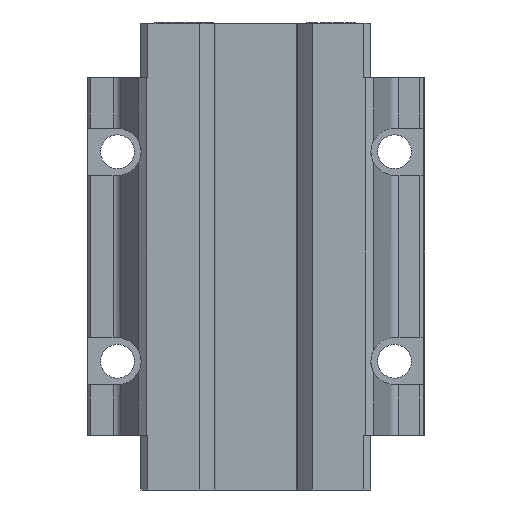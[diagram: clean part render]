
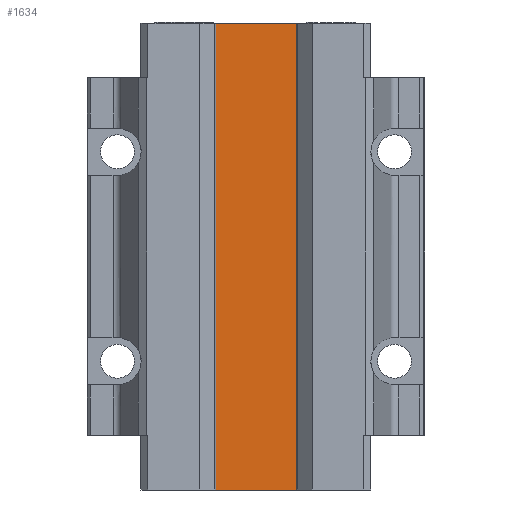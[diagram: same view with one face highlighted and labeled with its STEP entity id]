
A CAD part, front view. The second image highlights one B-rep face of the part: STEP entity #1634.
In plain terms, the highlighted planar face has unit normal (0, -1, 0).
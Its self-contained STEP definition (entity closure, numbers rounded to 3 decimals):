
#1415 = ORIENTED_EDGE ( 'NONE', *, *, #1596, .T. ) ;
#1420 = ORIENTED_EDGE ( 'NONE', *, *, #5093, .T. ) ;
#1423 = ORIENTED_EDGE ( 'NONE', *, *, #1614, .T. ) ;
#1432 = EDGE_LOOP ( 'NONE', ( #1415, #1423, #1420, #1442 ) ) ;
#1442 = ORIENTED_EDGE ( 'NONE', *, *, #5154, .T. ) ;
#1596 = EDGE_CURVE ( 'NONE', #5096, #1597, #6375, .T. ) ;
#1597 = VERTEX_POINT ( 'NONE', #6371 ) ;
#1614 = EDGE_CURVE ( 'NONE', #1597, #5087, #6351, .T. ) ;
#1634 = ADVANCED_FACE ( 'NONE', ( #6411 ), #6408, .T. ) ;
#5080 = VERTEX_POINT ( 'NONE', #7268 ) ;
#5087 = VERTEX_POINT ( 'NONE', #7267 ) ;
#5093 = EDGE_CURVE ( 'NONE', #5087, #5080, #7265, .T. ) ;
#5096 = VERTEX_POINT ( 'NONE', #7257 ) ;
#5154 = EDGE_CURVE ( 'NONE', #5080, #5096, #7288, .T. ) ;
#6347 = DIRECTION ( 'NONE',  ( 0., 0., 1. ) ) ;
#6348 = VECTOR ( 'NONE', #6347, 1000. ) ;
#6350 = CARTESIAN_POINT ( 'NONE',  ( 13.251, 0., -52.9 ) ) ;
#6351 = LINE ( 'NONE', #6350, #6348 ) ;
#6371 = CARTESIAN_POINT ( 'NONE',  ( 13.251, 0., -69.1 ) ) ;
#6372 = DIRECTION ( 'NONE',  ( 1., 0., 0. ) ) ;
#6373 = VECTOR ( 'NONE', #6372, 1000. ) ;
#6374 = CARTESIAN_POINT ( 'NONE',  ( -13.251, 0., -69.1 ) ) ;
#6375 = LINE ( 'NONE', #6374, #6373 ) ;
#6404 = DIRECTION ( 'NONE',  ( 0., 0., -1. ) ) ;
#6405 = DIRECTION ( 'NONE',  ( 0., -1., 0. ) ) ;
#6406 = CARTESIAN_POINT ( 'NONE',  ( -13.251, 0., -52.9 ) ) ;
#6407 = AXIS2_PLACEMENT_3D ( 'NONE', #6406, #6405, #6404 ) ;
#6408 = PLANE ( 'NONE',  #6407 ) ;
#6411 = FACE_OUTER_BOUND ( 'NONE', #1432, .T. ) ;
#7257 = CARTESIAN_POINT ( 'NONE',  ( -13.251, 0., -69.1 ) ) ;
#7262 = DIRECTION ( 'NONE',  ( -1., 0., 0. ) ) ;
#7263 = VECTOR ( 'NONE', #7262, 1000. ) ;
#7264 = CARTESIAN_POINT ( 'NONE',  ( -13.251, 0., 69.1 ) ) ;
#7265 = LINE ( 'NONE', #7264, #7263 ) ;
#7267 = CARTESIAN_POINT ( 'NONE',  ( 13.251, 0., 69.1 ) ) ;
#7268 = CARTESIAN_POINT ( 'NONE',  ( -13.251, 0., 69.1 ) ) ;
#7285 = DIRECTION ( 'NONE',  ( 0., 0., -1. ) ) ;
#7286 = VECTOR ( 'NONE', #7285, 1000. ) ;
#7287 = CARTESIAN_POINT ( 'NONE',  ( -13.251, 0., -52.9 ) ) ;
#7288 = LINE ( 'NONE', #7287, #7286 ) ;
